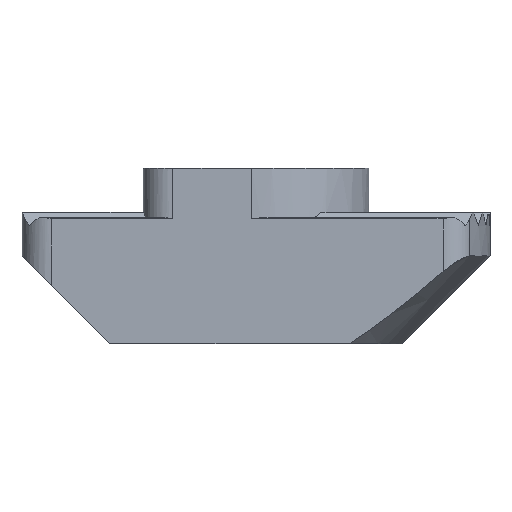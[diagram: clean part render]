
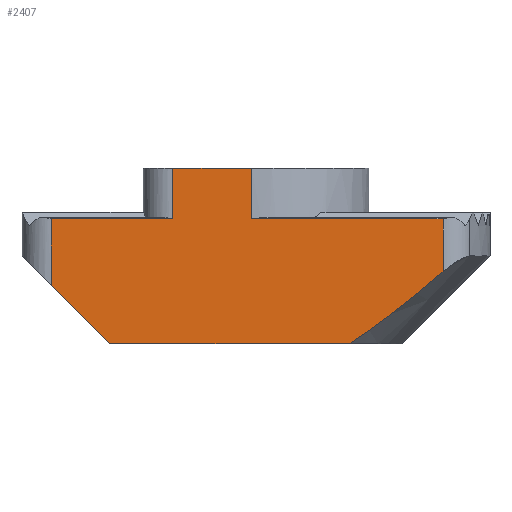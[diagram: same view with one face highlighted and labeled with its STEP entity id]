
A CAD part, front view. The second image highlights one B-rep face of the part: STEP entity #2407.
In plain terms, the highlighted planar face has unit normal (0, -1, 0).
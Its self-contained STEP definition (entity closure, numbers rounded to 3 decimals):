
#5 = EDGE_CURVE ( 'NONE', #2122, #1296, #490, .T. ) ;
#9 = LINE ( 'NONE', #1105, #2293 ) ;
#93 = CARTESIAN_POINT ( 'NONE',  ( -7., -3.85, 4.5 ) ) ;
#134 = VERTEX_POINT ( 'NONE', #1004 ) ;
#141 = EDGE_LOOP ( 'NONE', ( #1019, #505, #1024, #1436, #547, #2262, #611, #899, #1078, #1266 ) ) ;
#146 = CARTESIAN_POINT ( 'NONE',  ( 6.394, -3.85, 4.5 ) ) ;
#158 = CARTESIAN_POINT ( 'NONE',  ( -2.85, -3.85, 6. ) ) ;
#198 = LINE ( 'NONE', #1486, #710 ) ;
#244 = CARTESIAN_POINT ( 'NONE',  ( 5.824, -3.85, 1.976 ) ) ;
#250 = CARTESIAN_POINT ( 'NONE',  ( -5., -3.85, 0. ) ) ;
#252 = EDGE_CURVE ( 'NONE', #1458, #995, #198, .T. ) ;
#253 = VERTEX_POINT ( 'NONE', #2757 ) ;
#261 = DIRECTION ( 'NONE',  ( 0., 1., 0. ) ) ;
#272 = CARTESIAN_POINT ( 'NONE',  ( 3.824, -3.85, 0.421 ) ) ;
#319 = B_SPLINE_CURVE_WITH_KNOTS ( 'NONE', 3,
 ( #1338, #674, #272, #2235, #1152, #2222, #952, #2388, #686, #459, #1307, #2180, #244, #1963 ),
 .UNSPECIFIED., .F., .F.,
 ( 4, 1, 1, 1, 1, 1, 1, 2, 2, 4 ),
 ( 0., 0.25, 0.375, 0.438, 0.469, 0.484, 0.492, 0.496, 0.5, 1. ),
 .UNSPECIFIED. ) ;
#399 = CARTESIAN_POINT ( 'NONE',  ( -8., -3.85, 0. ) ) ;
#403 = LINE ( 'NONE', #146, #423 ) ;
#423 = VECTOR ( 'NONE', #1048, 1000. ) ;
#459 = CARTESIAN_POINT ( 'NONE',  ( 4.824, -3.85, 1.172 ) ) ;
#490 = LINE ( 'NONE', #1357, #2418 ) ;
#505 = ORIENTED_EDGE ( 'NONE', *, *, #789, .T. ) ;
#507 = CARTESIAN_POINT ( 'NONE',  ( -8., -3.85, 4.5 ) ) ;
#525 = DIRECTION ( 'NONE',  ( -1., 0., 0. ) ) ;
#547 = ORIENTED_EDGE ( 'NONE', *, *, #2202, .T. ) ;
#552 = DIRECTION ( 'NONE',  ( 0., 0., -1. ) ) ;
#554 = LINE ( 'NONE', #1621, #2260 ) ;
#558 = VERTEX_POINT ( 'NONE', #1690 ) ;
#608 = CARTESIAN_POINT ( 'NONE',  ( -2.85, -3.85, 4.271 ) ) ;
#611 = ORIENTED_EDGE ( 'NONE', *, *, #1786, .T. ) ;
#649 = DIRECTION ( 'NONE',  ( 1., 0., 0. ) ) ;
#674 = CARTESIAN_POINT ( 'NONE',  ( 3.435, -3.85, 0.156 ) ) ;
#686 = CARTESIAN_POINT ( 'NONE',  ( 4.814, -3.85, 1.164 ) ) ;
#710 = VECTOR ( 'NONE', #1892, 1000. ) ;
#789 = EDGE_CURVE ( 'NONE', #950, #558, #554, .T. ) ;
#798 = CARTESIAN_POINT ( 'NONE',  ( -0.15, -3.85, 6. ) ) ;
#899 = ORIENTED_EDGE ( 'NONE', *, *, #1138, .T. ) ;
#928 = DIRECTION ( 'NONE',  ( 1., 0., 0. ) ) ;
#950 = VERTEX_POINT ( 'NONE', #608 ) ;
#952 = CARTESIAN_POINT ( 'NONE',  ( 4.767, -3.85, 1.128 ) ) ;
#968 = LINE ( 'NONE', #93, #1799 ) ;
#995 = VERTEX_POINT ( 'NONE', #250 ) ;
#1002 = VECTOR ( 'NONE', #2777, 1000. ) ;
#1004 = CARTESIAN_POINT ( 'NONE',  ( 6.394, -3.85, 4.271 ) ) ;
#1010 = EDGE_CURVE ( 'NONE', #2095, #2122, #9, .T. ) ;
#1019 = ORIENTED_EDGE ( 'NONE', *, *, #1955, .T. ) ;
#1024 = ORIENTED_EDGE ( 'NONE', *, *, #2353, .T. ) ;
#1048 = DIRECTION ( 'NONE',  ( 0., 0., 1. ) ) ;
#1078 = ORIENTED_EDGE ( 'NONE', *, *, #5, .F. ) ;
#1088 = LINE ( 'NONE', #399, #1002 ) ;
#1105 = CARTESIAN_POINT ( 'NONE',  ( -3.85, -3.85, 6. ) ) ;
#1117 = CARTESIAN_POINT ( 'NONE',  ( -0.15, -3.85, 4.271 ) ) ;
#1131 = PLANE ( 'NONE',  #2296 ) ;
#1133 = VECTOR ( 'NONE', #552, 1000. ) ;
#1138 = EDGE_CURVE ( 'NONE', #134, #1296, #2215, .T. ) ;
#1152 = CARTESIAN_POINT ( 'NONE',  ( 4.571, -3.85, 0.976 ) ) ;
#1266 = ORIENTED_EDGE ( 'NONE', *, *, #1010, .F. ) ;
#1296 = VERTEX_POINT ( 'NONE', #1117 ) ;
#1307 = CARTESIAN_POINT ( 'NONE',  ( 4.829, -3.85, 1.176 ) ) ;
#1338 = CARTESIAN_POINT ( 'NONE',  ( 3.19, -3.85, 0. ) ) ;
#1357 = CARTESIAN_POINT ( 'NONE',  ( -0.15, -3.85, 6. ) ) ;
#1436 = ORIENTED_EDGE ( 'NONE', *, *, #252, .T. ) ;
#1458 = VERTEX_POINT ( 'NONE', #2503 ) ;
#1486 = CARTESIAN_POINT ( 'NONE',  ( -8., -3.85, 3. ) ) ;
#1620 = LINE ( 'NONE', #1774, #1133 ) ;
#1621 = CARTESIAN_POINT ( 'NONE',  ( -8., -3.85, 4.271 ) ) ;
#1654 = VECTOR ( 'NONE', #525, 1000. ) ;
#1690 = CARTESIAN_POINT ( 'NONE',  ( -7., -3.85, 4.271 ) ) ;
#1698 = EDGE_CURVE ( 'NONE', #2332, #253, #319, .T. ) ;
#1769 = DIRECTION ( 'NONE',  ( 0., 0., -1. ) ) ;
#1771 = CARTESIAN_POINT ( 'NONE',  ( 3.19, -3.85, 0. ) ) ;
#1774 = CARTESIAN_POINT ( 'NONE',  ( -2.85, -3.85, 4.5 ) ) ;
#1786 = EDGE_CURVE ( 'NONE', #253, #134, #403, .T. ) ;
#1799 = VECTOR ( 'NONE', #1812, 1000. ) ;
#1801 = CARTESIAN_POINT ( 'NONE',  ( -8., -3.85, 4.271 ) ) ;
#1812 = DIRECTION ( 'NONE',  ( 0., 0., -1. ) ) ;
#1892 = DIRECTION ( 'NONE',  ( 0.707, 0., -0.707 ) ) ;
#1955 = EDGE_CURVE ( 'NONE', #2095, #950, #1620, .T. ) ;
#1963 = CARTESIAN_POINT ( 'NONE',  ( 6.394, -3.85, 2.463 ) ) ;
#2095 = VERTEX_POINT ( 'NONE', #158 ) ;
#2122 = VERTEX_POINT ( 'NONE', #798 ) ;
#2180 = CARTESIAN_POINT ( 'NONE',  ( 5.304, -3.85, 1.548 ) ) ;
#2198 = FACE_OUTER_BOUND ( 'NONE', #141, .T. ) ;
#2202 = EDGE_CURVE ( 'NONE', #995, #2332, #1088, .T. ) ;
#2215 = LINE ( 'NONE', #1801, #1654 ) ;
#2222 = CARTESIAN_POINT ( 'NONE',  ( 4.701, -3.85, 1.077 ) ) ;
#2235 = CARTESIAN_POINT ( 'NONE',  ( 4.316, -3.85, 0.782 ) ) ;
#2260 = VECTOR ( 'NONE', #2470, 1000. ) ;
#2262 = ORIENTED_EDGE ( 'NONE', *, *, #1698, .T. ) ;
#2293 = VECTOR ( 'NONE', #649, 1000. ) ;
#2296 = AXIS2_PLACEMENT_3D ( 'NONE', #507, #261, #928 ) ;
#2332 = VERTEX_POINT ( 'NONE', #1771 ) ;
#2353 = EDGE_CURVE ( 'NONE', #558, #1458, #968, .T. ) ;
#2388 = CARTESIAN_POINT ( 'NONE',  ( 4.8, -3.85, 1.153 ) ) ;
#2407 = ADVANCED_FACE ( 'NONE', ( #2198 ), #1131, .F. ) ;
#2418 = VECTOR ( 'NONE', #1769, 1000. ) ;
#2470 = DIRECTION ( 'NONE',  ( -1., 0., 0. ) ) ;
#2503 = CARTESIAN_POINT ( 'NONE',  ( -7., -3.85, 2. ) ) ;
#2757 = CARTESIAN_POINT ( 'NONE',  ( 6.394, -3.85, 2.463 ) ) ;
#2777 = DIRECTION ( 'NONE',  ( 1., 0., 0. ) ) ;
